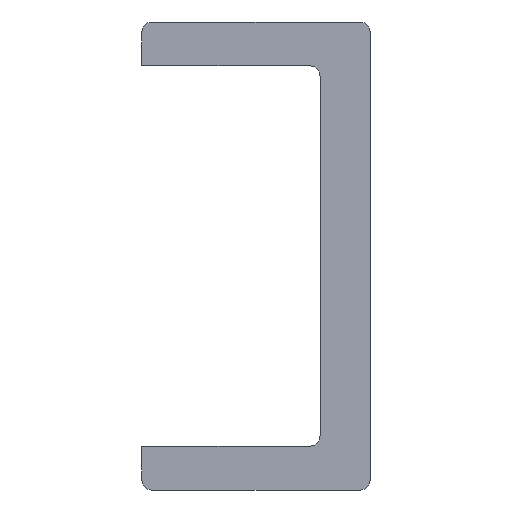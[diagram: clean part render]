
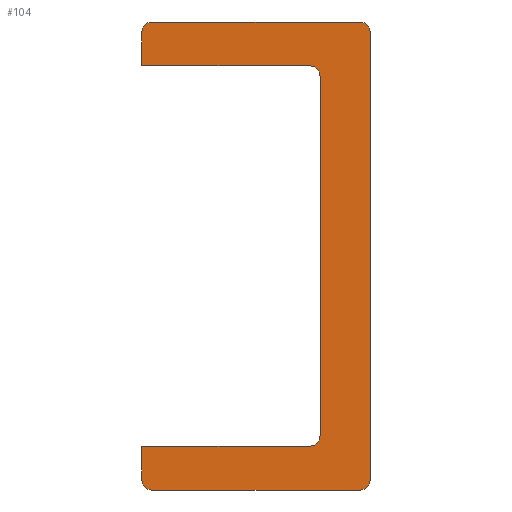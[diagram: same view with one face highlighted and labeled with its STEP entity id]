
A CAD part, front view. The second image highlights one B-rep face of the part: STEP entity #104.
In plain terms, the highlighted planar face has unit normal (0, -1, 0).
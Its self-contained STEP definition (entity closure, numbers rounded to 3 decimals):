
#104 = ADVANCED_FACE( '', ( #279 ), #280, .F. );
#279 = FACE_OUTER_BOUND( '', #644, .T. );
#280 = PLANE( '', #645 );
#644 = EDGE_LOOP( '', ( #1005, #1006, #1007, #1008, #1009, #1010, #1011, #1012, #1013, #1014, #1015, #1016, #1017, #1018 ) );
#645 = AXIS2_PLACEMENT_3D( '', #1019, #1020, #1021 );
#1005 = ORIENTED_EDGE( '', *, *, #1584, .F. );
#1006 = ORIENTED_EDGE( '', *, *, #1585, .T. );
#1007 = ORIENTED_EDGE( '', *, *, #1586, .F. );
#1008 = ORIENTED_EDGE( '', *, *, #1587, .T. );
#1009 = ORIENTED_EDGE( '', *, *, #1588, .F. );
#1010 = ORIENTED_EDGE( '', *, *, #1589, .F. );
#1011 = ORIENTED_EDGE( '', *, *, #1590, .F. );
#1012 = ORIENTED_EDGE( '', *, *, #1591, .F. );
#1013 = ORIENTED_EDGE( '', *, *, #1592, .F. );
#1014 = ORIENTED_EDGE( '', *, *, #1593, .F. );
#1015 = ORIENTED_EDGE( '', *, *, #1594, .F. );
#1016 = ORIENTED_EDGE( '', *, *, #1595, .T. );
#1017 = ORIENTED_EDGE( '', *, *, #1596, .F. );
#1018 = ORIENTED_EDGE( '', *, *, #1597, .T. );
#1019 = CARTESIAN_POINT( '', ( -10.5, 0., 21.5 ) );
#1020 = DIRECTION( '', ( 0., 1., 0. ) );
#1021 = DIRECTION( '', ( 0., 0., 1. ) );
#1584 = EDGE_CURVE( '', #1799, #1800, #1801, .T. );
#1585 = EDGE_CURVE( '', #1799, #1802, #1803, .F. );
#1586 = EDGE_CURVE( '', #1804, #1802, #1805, .T. );
#1587 = EDGE_CURVE( '', #1804, #1806, #1807, .F. );
#1588 = EDGE_CURVE( '', #1808, #1806, #1809, .T. );
#1589 = EDGE_CURVE( '', #1810, #1808, #1811, .T. );
#1590 = EDGE_CURVE( '', #1812, #1810, #1813, .T. );
#1591 = EDGE_CURVE( '', #1814, #1812, #1815, .T. );
#1592 = EDGE_CURVE( '', #1816, #1814, #1817, .T. );
#1593 = EDGE_CURVE( '', #1818, #1816, #1819, .T. );
#1594 = EDGE_CURVE( '', #1820, #1818, #1821, .T. );
#1595 = EDGE_CURVE( '', #1820, #1822, #1823, .F. );
#1596 = EDGE_CURVE( '', #1824, #1822, #1825, .T. );
#1597 = EDGE_CURVE( '', #1824, #1800, #1826, .F. );
#1799 = VERTEX_POINT( '', #2133 );
#1800 = VERTEX_POINT( '', #2134 );
#1801 = LINE( '', #2135, #2136 );
#1802 = VERTEX_POINT( '', #2137 );
#1803 = CIRCLE( '', #2138, 0.9 );
#1804 = VERTEX_POINT( '', #2139 );
#1805 = LINE( '', #2140, #2141 );
#1806 = VERTEX_POINT( '', #2142 );
#1807 = CIRCLE( '', #2143, 0.9 );
#1808 = VERTEX_POINT( '', #2144 );
#1809 = LINE( '', #2145, #2146 );
#1810 = VERTEX_POINT( '', #2147 );
#1811 = LINE( '', #2148, #2149 );
#1812 = VERTEX_POINT( '', #2150 );
#1813 = CIRCLE( '', #2151, 1. );
#1814 = VERTEX_POINT( '', #2152 );
#1815 = LINE( '', #2153, #2154 );
#1816 = VERTEX_POINT( '', #2155 );
#1817 = CIRCLE( '', #2156, 1. );
#1818 = VERTEX_POINT( '', #2157 );
#1819 = LINE( '', #2158, #2159 );
#1820 = VERTEX_POINT( '', #2160 );
#1821 = LINE( '', #2161, #2162 );
#1822 = VERTEX_POINT( '', #2163 );
#1823 = CIRCLE( '', #2164, 0.9 );
#1824 = VERTEX_POINT( '', #2165 );
#1825 = LINE( '', #2166, #2167 );
#1826 = CIRCLE( '', #2168, 0.9 );
#2133 = CARTESIAN_POINT( '', ( 10.5, 0., 20.6 ) );
#2134 = CARTESIAN_POINT( '', ( 10.5, 0., -20.6 ) );
#2135 = CARTESIAN_POINT( '', ( 10.5, 0., 21.5 ) );
#2136 = VECTOR( '', #2497, 1000. );
#2137 = CARTESIAN_POINT( '', ( 9.6, 0., 21.5 ) );
#2138 = AXIS2_PLACEMENT_3D( '', #2498, #2499, #2500 );
#2139 = CARTESIAN_POINT( '', ( -9.6, 0., 21.5 ) );
#2140 = CARTESIAN_POINT( '', ( -10.5, 0., 21.5 ) );
#2141 = VECTOR( '', #2501, 1000. );
#2142 = CARTESIAN_POINT( '', ( -10.5, 0., 20.6 ) );
#2143 = AXIS2_PLACEMENT_3D( '', #2502, #2503, #2504 );
#2144 = CARTESIAN_POINT( '', ( -10.5, 0., 17.5 ) );
#2145 = CARTESIAN_POINT( '', ( -10.5, 0., -21.5 ) );
#2146 = VECTOR( '', #2505, 1000. );
#2147 = CARTESIAN_POINT( '', ( 4.9, 0., 17.5 ) );
#2148 = CARTESIAN_POINT( '', ( 4.9, 0., 17.5 ) );
#2149 = VECTOR( '', #2506, 1000. );
#2150 = CARTESIAN_POINT( '', ( 5.9, 0., 16.5 ) );
#2151 = AXIS2_PLACEMENT_3D( '', #2507, #2508, #2509 );
#2152 = CARTESIAN_POINT( '', ( 5.9, 0., -16.5 ) );
#2153 = CARTESIAN_POINT( '', ( 5.9, 0., 16.5 ) );
#2154 = VECTOR( '', #2510, 1000. );
#2155 = CARTESIAN_POINT( '', ( 4.9, 0., -17.5 ) );
#2156 = AXIS2_PLACEMENT_3D( '', #2511, #2512, #2513 );
#2157 = CARTESIAN_POINT( '', ( -10.5, 0., -17.5 ) );
#2158 = CARTESIAN_POINT( '', ( 4.9, 0., -17.5 ) );
#2159 = VECTOR( '', #2514, 1000. );
#2160 = CARTESIAN_POINT( '', ( -10.5, 0., -20.6 ) );
#2161 = CARTESIAN_POINT( '', ( -10.5, 0., -21.5 ) );
#2162 = VECTOR( '', #2515, 1000. );
#2163 = CARTESIAN_POINT( '', ( -9.6, 0., -21.5 ) );
#2164 = AXIS2_PLACEMENT_3D( '', #2516, #2517, #2518 );
#2165 = CARTESIAN_POINT( '', ( 9.6, 0., -21.5 ) );
#2166 = CARTESIAN_POINT( '', ( 10.5, 0., -21.5 ) );
#2167 = VECTOR( '', #2519, 1000. );
#2168 = AXIS2_PLACEMENT_3D( '', #2520, #2521, #2522 );
#2497 = DIRECTION( '', ( 0., 0., -1. ) );
#2498 = CARTESIAN_POINT( '', ( 9.6, 0., 20.6 ) );
#2499 = DIRECTION( '', ( 0., 1., 0. ) );
#2500 = DIRECTION( '', ( 0., 0., 1. ) );
#2501 = DIRECTION( '', ( 1., 0., 0. ) );
#2502 = CARTESIAN_POINT( '', ( -9.6, 0., 20.6 ) );
#2503 = DIRECTION( '', ( 0., 1., 0. ) );
#2504 = DIRECTION( '', ( 0., 0., 1. ) );
#2505 = DIRECTION( '', ( 0., 0., 1. ) );
#2506 = DIRECTION( '', ( -1., 0., 0. ) );
#2507 = CARTESIAN_POINT( '', ( 4.9, 0., 16.5 ) );
#2508 = DIRECTION( '', ( 0., -1., 0. ) );
#2509 = DIRECTION( '', ( -1., 0., 0. ) );
#2510 = DIRECTION( '', ( 0., 0., 1. ) );
#2511 = CARTESIAN_POINT( '', ( 4.9, 0., -16.5 ) );
#2512 = DIRECTION( '', ( 0., -1., 0. ) );
#2513 = DIRECTION( '', ( -1., 0., 0. ) );
#2514 = DIRECTION( '', ( 1., 0., 0. ) );
#2515 = DIRECTION( '', ( 0., 0., 1. ) );
#2516 = CARTESIAN_POINT( '', ( -9.6, 0., -20.6 ) );
#2517 = DIRECTION( '', ( 0., 1., 0. ) );
#2518 = DIRECTION( '', ( 0., 0., 1. ) );
#2519 = DIRECTION( '', ( -1., 0., 0. ) );
#2520 = CARTESIAN_POINT( '', ( 9.6, 0., -20.6 ) );
#2521 = DIRECTION( '', ( 0., 1., 0. ) );
#2522 = DIRECTION( '', ( 0., 0., 1. ) );
